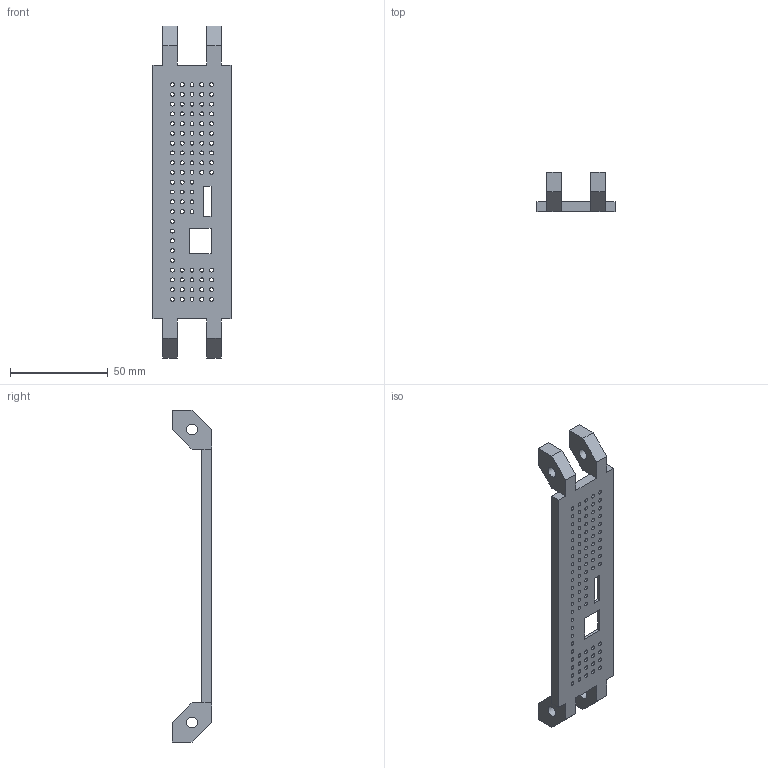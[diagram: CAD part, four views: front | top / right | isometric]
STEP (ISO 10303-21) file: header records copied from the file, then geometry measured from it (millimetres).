
FILE_DESCRIPTION(/* description */ (''),/* implementation_level */ '2;1');
FILE_NAME(/* name */ 'SKR1.4 Turbo Case Front.stp',/* time_stamp */ '2021-10-27T13:14:30+01:00',/* author */ ('alexr'),/* organization */ (''),/* preprocessor_version */ 'ST-DEVELOPER v18.1',/* originating_system */ 'Autodesk Inventor 2021',/* authorisation */ '');
FILE_SCHEMA (('AUTOMOTIVE_DESIGN { 1 0 10303 214 3 1 1 }'));
Length unit declared in the file: millimetre
Products named in the file (1): Prod05.3.2 - SKR1.4 Turbo Case Front
Bounding box: 40 x 20 x 170 mm (x, y, z)
Volume: 19726.2 mm3; surface area: 17122.8 mm2
Topology: 1 solids, 1 shells, 149 faces, 516 edges, 369 vertices
Faces by surface type: cylinder 93, plane 56
Full cylindrical faces by diameter (mm): 2 x87, 5.5 x4
Entity records: 6236 total; most frequent: DIRECTION 1089, CARTESIAN_POINT 1035, ORIENTED_EDGE 1032, EDGE_CURVE 516, AXIS2_PLACEMENT_3D 423, VERTEX_POINT 369, EDGE_LOOP 335, CIRCLE 271
